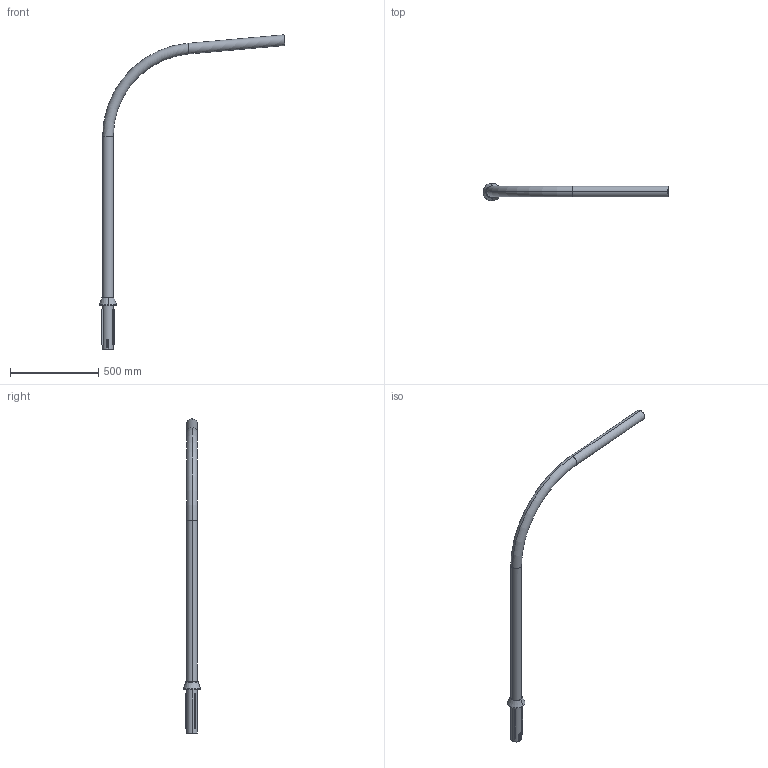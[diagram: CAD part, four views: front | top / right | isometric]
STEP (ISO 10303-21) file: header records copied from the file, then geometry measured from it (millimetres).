
FILE_DESCRIPTION (( 'STEP AP214' ), '1' );
FILE_NAME ('130400KXXX P110BO 4608235 P-OLAKEVARSI_3D.step', '2022-05-28T14:37:03', ( '' ), ( '' ), 'SwSTEP 2.0', 'SolidWorks 2021', '' );
FILE_SCHEMA (( 'AUTOMOTIVE_DESIGN' ));
Length unit declared in the file: millimetre
Products named in the file (4): SOVITERENGAS OLAKEVARSI_SOVITERENGAS D60-D89; OLAKEVARREN LATTA_LATTA 3X9,5X200; P-OLAKEVARREN AIHIO_P110BO; 130400KXXX P110BO 4608235 P-OLAKEVARSI_3D
Assembly tree (5 placements, depth 2):
  130400KXXX P110BO 4608235 P-OLAKEVARSI_3D
    P-OLAKEVARREN AIHIO_P110BO
    SOVITERENGAS OLAKEVARSI_SOVITERENGAS D60-D89
    OLAKEVARREN LATTA_LATTA 3X9,5X200  x3
Bounding box: 1052.51 x 99.77 x 1780.04 mm (x, y, z)
Volume: 1353797.7 mm3; surface area: 938806.5 mm2
Topology: 5 solids, 5 shells, 60 faces, 132 edges, 80 vertices
Faces by surface type: plane 26, cylinder 16, cone 10, torus 6, bspline 2
Entity records: 1880 total; most frequent: CARTESIAN_POINT 616, DIRECTION 262, ORIENTED_EDGE 216, EDGE_CURVE 108, AXIS2_PLACEMENT_3D 104, VERTEX_POINT 64, LINE 54, VECTOR 54
